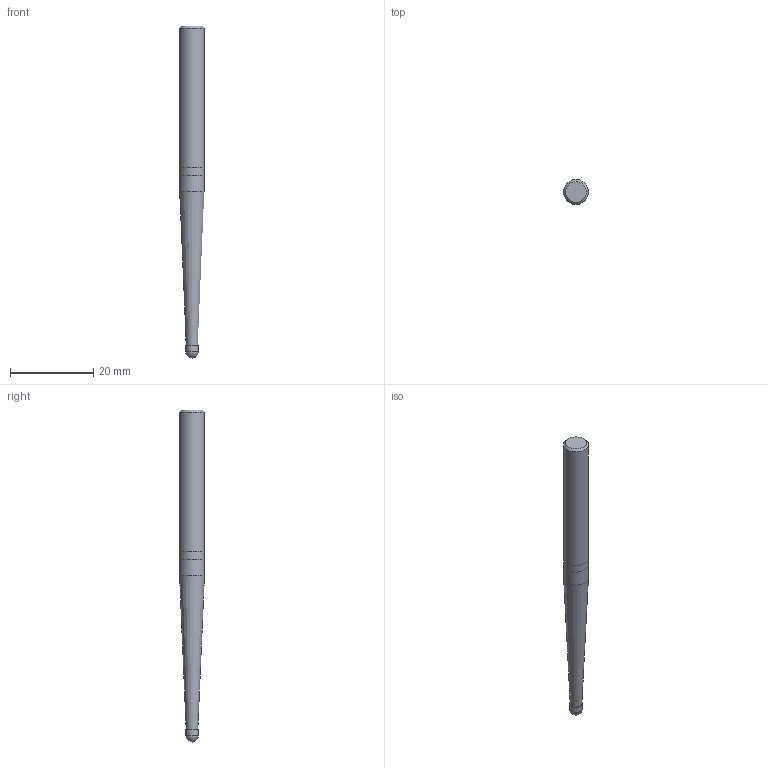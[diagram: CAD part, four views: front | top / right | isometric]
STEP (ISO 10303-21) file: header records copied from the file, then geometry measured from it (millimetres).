
FILE_DESCRIPTION(/* description */ (''),/* implementation_level */ '2;1');
FILE_NAME(/* name */ '02508348.stp',/* time_stamp */ '2012-03-01T11:48:11+05:00',/* author */ (''),/* organization */ (''),/* preprocessor_version */ 'ST-DEVELOPER v11',/* originating_system */ 'SIEMENS PLM Software NX 7.5',/* authorisation */ '');
FILE_SCHEMA (('AUTOMOTIVE_DESIGN { 1 0 10303 214 1 1 1 1 }'));
Length unit declared in the file: millimetre
Products named in the file (1): inpuADC96r3d
Bounding box: 6 x 6 x 80 mm (x, y, z)
Volume: 1732.1 mm3; surface area: 1442.2 mm2
Topology: 4 solids, 4 shells, 14 faces, 21 edges, 14 vertices
Faces by surface type: plane 7, cylinder 4, cone 2, sphere 1
Full cylindrical faces by diameter (mm): 3 x1, 6 x3
Entity records: 296 total; most frequent: DIRECTION 52, CARTESIAN_POINT 36, AXIS2_PLACEMENT_3D 26, EDGE_LOOP 20, ORIENTED_EDGE 20, ADVANCED_FACE 14, FACE_BOUND 12, VERTEX_POINT 10
